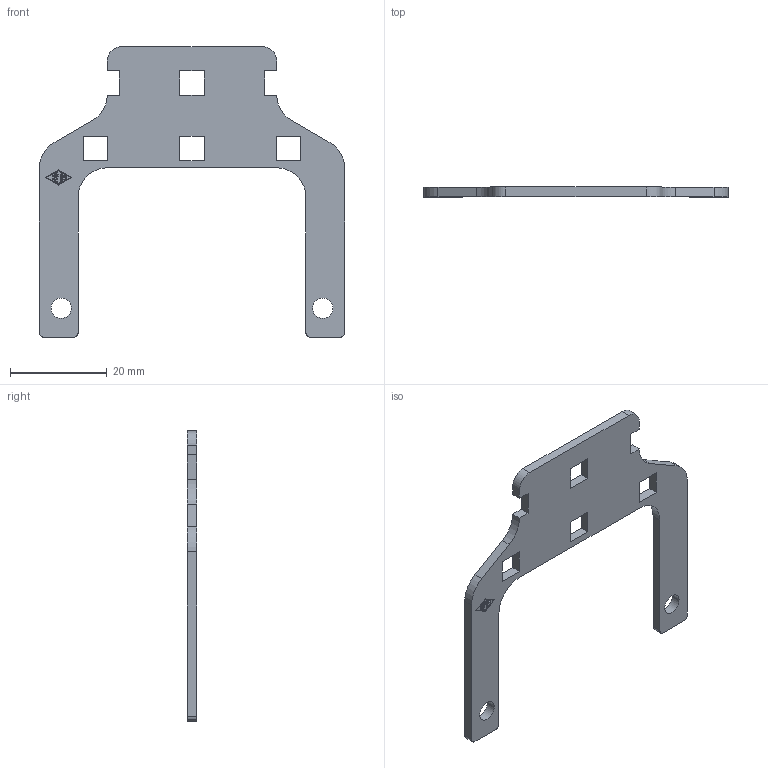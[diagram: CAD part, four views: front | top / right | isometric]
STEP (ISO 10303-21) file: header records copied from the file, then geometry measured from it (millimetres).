
FILE_DESCRIPTION((''),'2;1');
FILE_NAME('CR 10 FS.stp','2007-01-02T17:36:19',('gembarski'),(''),'Autodesk Inventor 7','Autodesk Inventor 7','');
FILE_SCHEMA(('AUTOMOTIVE_DESIGN { 1 0 10303 214 1 1 1 1 }'));
Length unit declared in the file: millimetre
Products named in the file (1): CR 10 FS
Bounding box: 63 x 2 x 60 mm (x, y, z)
Volume: 3005.6 mm3; surface area: 3832.9 mm2
Topology: 1 solids, 1 shells, 107 faces, 297 edges, 198 vertices
Faces by surface type: plane 73, cylinder 34
Entity records: 3466 total; most frequent: CARTESIAN_POINT 603, ORIENTED_EDGE 594, DIRECTION 581, EDGE_CURVE 297, VECTOR 229, LINE 229, VERTEX_POINT 198, AXIS2_PLACEMENT_3D 176
